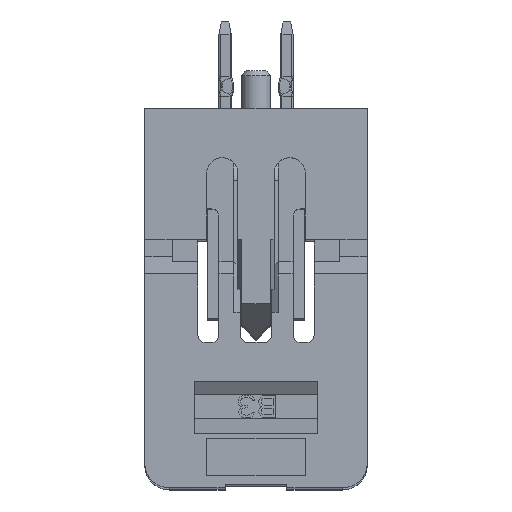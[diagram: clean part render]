
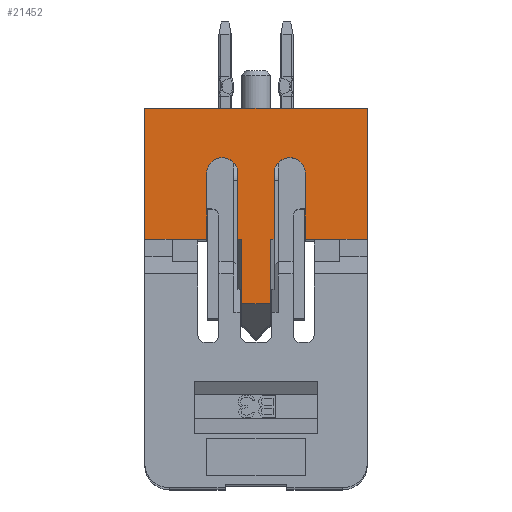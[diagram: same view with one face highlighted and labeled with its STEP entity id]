
A CAD part, top view. The second image highlights one B-rep face of the part: STEP entity #21452.
In plain terms, the highlighted planar face has unit normal (0, 0, 1).
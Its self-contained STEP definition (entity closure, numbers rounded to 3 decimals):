
#19972=CARTESIAN_POINT('',(4.5,0.,25.7));
#19973=VERTEX_POINT('',#19972);
#19980=CARTESIAN_POINT('',(4.5,-5.3,25.7));
#19981=VERTEX_POINT('',#19980);
#19982=CARTESIAN_POINT('',(4.5,0.,25.7));
#19983=DIRECTION('',(0.,-1.,0.));
#19984=VECTOR('',#19983,5.3);
#19985=LINE('',#19982,#19984);
#19986=EDGE_CURVE('',#19973,#19981,#19985,.T.);
#20109=CARTESIAN_POINT('',(-4.5,-5.3,25.7));
#20110=VERTEX_POINT('',#20109);
#20117=CARTESIAN_POINT('',(-4.5,0.,25.7));
#20118=VERTEX_POINT('',#20117);
#20119=CARTESIAN_POINT('',(-4.5,-5.3,25.7));
#20120=DIRECTION('',(0.,1.,0.));
#20121=VECTOR('',#20120,5.3);
#20122=LINE('',#20119,#20121);
#20123=EDGE_CURVE('',#20110,#20118,#20122,.T.);
#21213=CARTESIAN_POINT('',(-4.5,0.,25.7));
#21214=DIRECTION('',(1.,0.,0.));
#21215=VECTOR('',#21214,9.);
#21216=LINE('',#21213,#21215);
#21217=EDGE_CURVE('',#20118,#19973,#21216,.T.);
#21338=CARTESIAN_POINT('',(0.,0.,25.7));
#21339=DIRECTION('',(1.,0.,0.));
#21340=DIRECTION('',(0.,0.,1.));
#21341=AXIS2_PLACEMENT_3D('',#21338,#21340,#21339);
#21342=PLANE('',#21341);
#21343=CARTESIAN_POINT('',(-0.57,-7.9,25.7));
#21344=VERTEX_POINT('',#21343);
#21345=CARTESIAN_POINT('',(0.57,-7.9,25.7));
#21346=VERTEX_POINT('',#21345);
#21347=CARTESIAN_POINT('',(-0.57,-7.9,25.7));
#21348=DIRECTION('',(1.,0.,0.));
#21349=VECTOR('',#21348,1.14);
#21350=LINE('',#21347,#21349);
#21351=EDGE_CURVE('',#21344,#21346,#21350,.T.);
#21352=ORIENTED_EDGE('',*,*,#21351,.T.);
#21353=CARTESIAN_POINT('',(0.57,-5.3,25.7));
#21354=VERTEX_POINT('',#21353);
#21355=CARTESIAN_POINT('',(0.57,-7.9,25.7));
#21356=DIRECTION('',(0.,1.,0.));
#21357=VECTOR('',#21356,2.6);
#21358=LINE('',#21355,#21357);
#21359=EDGE_CURVE('',#21346,#21354,#21358,.T.);
#21360=ORIENTED_EDGE('',*,*,#21359,.T.);
#21361=CARTESIAN_POINT('',(0.73,-5.3,25.7));
#21362=VERTEX_POINT('',#21361);
#21363=CARTESIAN_POINT('',(0.57,-5.3,25.7));
#21364=DIRECTION('',(1.,0.,0.));
#21365=VECTOR('',#21364,0.16);
#21366=LINE('',#21363,#21365);
#21367=EDGE_CURVE('',#21354,#21362,#21366,.T.);
#21368=ORIENTED_EDGE('',*,*,#21367,.T.);
#21369=CARTESIAN_POINT('',(0.73,-2.635,25.7));
#21370=VERTEX_POINT('',#21369);
#21371=CARTESIAN_POINT('',(0.73,-5.3,25.7));
#21372=DIRECTION('',(0.,1.,0.));
#21373=VECTOR('',#21372,2.665);
#21374=LINE('',#21371,#21373);
#21375=EDGE_CURVE('',#21362,#21370,#21374,.T.);
#21376=ORIENTED_EDGE('',*,*,#21375,.T.);
#21377=CARTESIAN_POINT('',(2.,-2.635,25.7));
#21378=VERTEX_POINT('',#21377);
#21379=CARTESIAN_POINT('',(1.365,-2.635,25.7));
#21380=DIRECTION('',(-1.,0.,0.));
#21381=DIRECTION('',(0.,0.,-1.));
#21382=AXIS2_PLACEMENT_3D('',#21379,#21381,#21380);
#21383=CIRCLE('',#21382,0.635);
#21384=EDGE_CURVE('',#21370,#21378,#21383,.T.);
#21385=ORIENTED_EDGE('',*,*,#21384,.T.);
#21386=CARTESIAN_POINT('',(2.,-5.3,25.7));
#21387=VERTEX_POINT('',#21386);
#21388=CARTESIAN_POINT('',(2.,-2.635,25.7));
#21389=DIRECTION('',(0.,-1.,0.));
#21390=VECTOR('',#21389,2.665);
#21391=LINE('',#21388,#21390);
#21392=EDGE_CURVE('',#21378,#21387,#21391,.T.);
#21393=ORIENTED_EDGE('',*,*,#21392,.T.);
#21394=CARTESIAN_POINT('',(2.,-5.3,25.7));
#21395=DIRECTION('',(1.,0.,0.));
#21396=VECTOR('',#21395,2.5);
#21397=LINE('',#21394,#21396);
#21398=EDGE_CURVE('',#21387,#19981,#21397,.T.);
#21399=ORIENTED_EDGE('',*,*,#21398,.T.);
#21400=ORIENTED_EDGE('',*,*,#19986,.F.);
#21401=ORIENTED_EDGE('',*,*,#21217,.F.);
#21402=ORIENTED_EDGE('',*,*,#20123,.F.);
#21403=CARTESIAN_POINT('',(-2.,-5.3,25.7));
#21404=VERTEX_POINT('',#21403);
#21405=CARTESIAN_POINT('',(-4.5,-5.3,25.7));
#21406=DIRECTION('',(1.,0.,0.));
#21407=VECTOR('',#21406,2.5);
#21408=LINE('',#21405,#21407);
#21409=EDGE_CURVE('',#20110,#21404,#21408,.T.);
#21410=ORIENTED_EDGE('',*,*,#21409,.T.);
#21411=CARTESIAN_POINT('',(-2.,-2.635,25.7));
#21412=VERTEX_POINT('',#21411);
#21413=CARTESIAN_POINT('',(-2.,-5.3,25.7));
#21414=DIRECTION('',(0.,1.,0.));
#21415=VECTOR('',#21414,2.665);
#21416=LINE('',#21413,#21415);
#21417=EDGE_CURVE('',#21404,#21412,#21416,.T.);
#21418=ORIENTED_EDGE('',*,*,#21417,.T.);
#21419=CARTESIAN_POINT('',(-0.73,-2.635,25.7));
#21420=VERTEX_POINT('',#21419);
#21421=CARTESIAN_POINT('',(-1.365,-2.635,25.7));
#21422=DIRECTION('',(-1.,0.,0.));
#21423=DIRECTION('',(0.,0.,-1.));
#21424=AXIS2_PLACEMENT_3D('',#21421,#21423,#21422);
#21425=CIRCLE('',#21424,0.635);
#21426=EDGE_CURVE('',#21412,#21420,#21425,.T.);
#21427=ORIENTED_EDGE('',*,*,#21426,.T.);
#21428=CARTESIAN_POINT('',(-0.73,-5.3,25.7));
#21429=VERTEX_POINT('',#21428);
#21430=CARTESIAN_POINT('',(-0.73,-2.635,25.7));
#21431=DIRECTION('',(0.,-1.,0.));
#21432=VECTOR('',#21431,2.665);
#21433=LINE('',#21430,#21432);
#21434=EDGE_CURVE('',#21420,#21429,#21433,.T.);
#21435=ORIENTED_EDGE('',*,*,#21434,.T.);
#21436=CARTESIAN_POINT('',(-0.57,-5.3,25.7));
#21437=VERTEX_POINT('',#21436);
#21438=CARTESIAN_POINT('',(-0.73,-5.3,25.7));
#21439=DIRECTION('',(1.,0.,0.));
#21440=VECTOR('',#21439,0.16);
#21441=LINE('',#21438,#21440);
#21442=EDGE_CURVE('',#21429,#21437,#21441,.T.);
#21443=ORIENTED_EDGE('',*,*,#21442,.T.);
#21444=CARTESIAN_POINT('',(-0.57,-5.3,25.7));
#21445=DIRECTION('',(0.,-1.,0.));
#21446=VECTOR('',#21445,2.6);
#21447=LINE('',#21444,#21446);
#21448=EDGE_CURVE('',#21437,#21344,#21447,.T.);
#21449=ORIENTED_EDGE('',*,*,#21448,.T.);
#21450=EDGE_LOOP('',(#21352,#21360,#21368,#21376,#21385,#21393,#21399,#21400,#21401,#21402,#21410,#21418,#21427,#21435,#21443,#21449));
#21451=FACE_OUTER_BOUND('',#21450,.T.);
#21452=ADVANCED_FACE('',(#21451),#21342,.T.);
